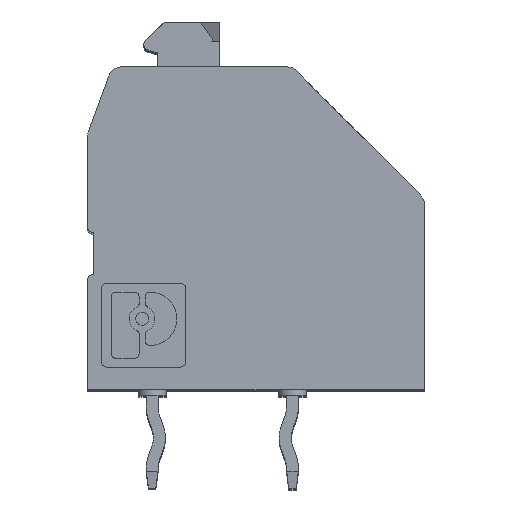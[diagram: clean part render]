
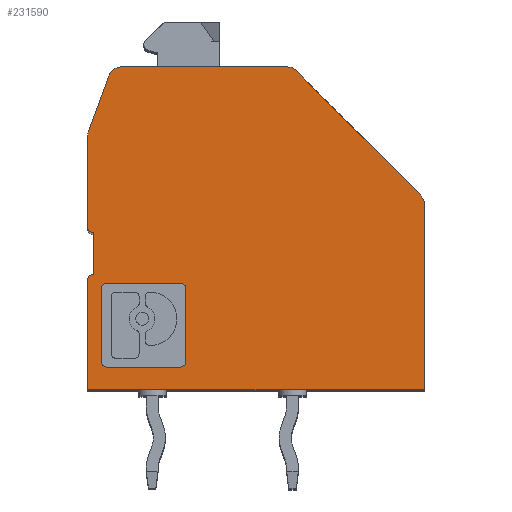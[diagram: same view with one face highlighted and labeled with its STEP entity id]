
A CAD part, top view. The second image highlights one B-rep face of the part: STEP entity #231590.
In plain terms, the highlighted planar face has unit normal (0, 0, 1).
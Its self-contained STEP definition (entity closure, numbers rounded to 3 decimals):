
#29260=CARTESIAN_POINT('',(11.5,6.593,34.43));
#29270=DIRECTION('',(0.,0.,1.));
#29280=DIRECTION('',(1.,0.,0.));
#29290=AXIS2_PLACEMENT_3D('',#29260,#29270,#29280);
#29300=CIRCLE('',#29290,0.5);
#29310=CARTESIAN_POINT('',(12.,6.593,34.43));
#29320=VERTEX_POINT('',#29310);
#29330=CARTESIAN_POINT('',(11.854,6.946,34.43));
#29340=VERTEX_POINT('',#29330);
#29350=EDGE_CURVE('',#29320,#29340,#29300,.T.);
#112420=CARTESIAN_POINT('',(0.2,5.8,34.43));
#112430=DIRECTION('',(0.,0.,-1.));
#112440=DIRECTION('',(-1.,0.,0.));
#112450=AXIS2_PLACEMENT_3D('',#112420,#112430,#112440);
#112460=CIRCLE('',#112450,0.2);
#112470=CARTESIAN_POINT('',(0.2,5.6,34.43));
#112480=VERTEX_POINT('',#112470);
#112490=CARTESIAN_POINT('',(0.,5.8,34.43));
#112500=VERTEX_POINT('',#112490);
#112510=EDGE_CURVE('',#112480,#112500,#112460,.T.);
#135200=CARTESIAN_POINT('',(0.,0.,34.43));
#135210=DIRECTION('',(0.,1.,0.));
#135220=VECTOR('',#135210,1.);
#135230=LINE('',#135200,#135220);
#135240=CARTESIAN_POINT('',(0.,0.,34.43));
#135250=VERTEX_POINT('',#135240);
#135260=CARTESIAN_POINT('',(0.,3.9,34.43));
#135270=VERTEX_POINT('',#135260);
#135280=EDGE_CURVE('',#135250,#135270,#135230,.T.);
#165860=CARTESIAN_POINT('',(12.,0.,34.43));
#165870=VERTEX_POINT('',#165860);
#165900=CARTESIAN_POINT('',(12.,0.,34.43));
#165910=DIRECTION('',(0.,-1.,0.));
#165920=VECTOR('',#165910,1.);
#165930=LINE('',#165900,#165920);
#165940=EDGE_CURVE('',#29320,#165870,#165930,.T.);
#199880=CARTESIAN_POINT('',(0.,0.,34.43));
#199890=DIRECTION('',(-1.,0.,0.));
#199900=VECTOR('',#199890,1.);
#199910=LINE('',#199880,#199900);
#199920=EDGE_CURVE('',#165870,#135250,#199910,.T.);
#225160=CARTESIAN_POINT('',(0.2,3.9,34.43));
#225170=DIRECTION('',(0.,0.,1.));
#225180=DIRECTION('',(1.,0.,0.));
#225190=AXIS2_PLACEMENT_3D('',#225160,#225170,#225180);
#225200=CIRCLE('',#225190,0.2);
#225210=CARTESIAN_POINT('',(0.2,4.1,34.43));
#225220=VERTEX_POINT('',#225210);
#225230=EDGE_CURVE('',#225220,#135270,#225200,.T.);
#229960=CARTESIAN_POINT('',(0.,18.8,34.43));
#229970=DIRECTION('',(0.707,-0.707,0.));
#229980=VECTOR('',#229970,1.);
#229990=LINE('',#229960,#229980);
#230000=CARTESIAN_POINT('',(7.446,11.354,34.43));
#230010=VERTEX_POINT('',#230000);
#230020=EDGE_CURVE('',#230010,#29340,#229990,.T.);
#230200=CARTESIAN_POINT('',(11.439,0.,34.43));
#230210=DIRECTION('',(0.,0.,1.));
#230220=DIRECTION('',(1.,0.,0.));
#230230=AXIS2_PLACEMENT_3D('',#230200,#230210,#230220);
#230240=PLANE('',#230230);
#230250=ORIENTED_EDGE('',*,*,#135280,.F.);
#230260=ORIENTED_EDGE('',*,*,#225230,.T.);
#230270=CARTESIAN_POINT('',(0.2,0.,34.43));
#230280=DIRECTION('',(0.,1.,0.));
#230290=VECTOR('',#230280,1.);
#230300=LINE('',#230270,#230290);
#230310=EDGE_CURVE('',#225220,#112480,#230300,.T.);
#230320=ORIENTED_EDGE('',*,*,#230310,.F.);
#230330=ORIENTED_EDGE('',*,*,#112510,.F.);
#230340=CARTESIAN_POINT('',(0.,0.,34.43));
#230350=DIRECTION('',(0.,1.,0.));
#230360=VECTOR('',#230350,1.);
#230370=LINE('',#230340,#230360);
#230380=CARTESIAN_POINT('',(0.,9.012,34.43));
#230390=VERTEX_POINT('',#230380);
#230400=EDGE_CURVE('',#112500,#230390,#230370,.T.);
#230410=ORIENTED_EDGE('',*,*,#230400,.F.);
#230420=CARTESIAN_POINT('',(0.5,9.012,34.43));
#230430=DIRECTION('',(0.,0.,1.));
#230440=DIRECTION('',(1.,0.,0.));
#230450=AXIS2_PLACEMENT_3D('',#230420,#230430,#230440);
#230460=CIRCLE('',#230450,0.5);
#230470=CARTESIAN_POINT('',(0.03,9.183,34.43));
#230480=VERTEX_POINT('',#230470);
#230490=EDGE_CURVE('',#230480,#230390,#230460,.T.);
#230500=ORIENTED_EDGE('',*,*,#230490,.T.);
#230510=CARTESIAN_POINT('',(-3.312,0.,34.43));
#230520=DIRECTION('',(0.342,0.94,0.));
#230530=VECTOR('',#230520,1.);
#230540=LINE('',#230510,#230530);
#230550=CARTESIAN_POINT('',(0.754,11.171,34.43));
#230560=VERTEX_POINT('',#230550);
#230570=EDGE_CURVE('',#230480,#230560,#230540,.T.);
#230580=ORIENTED_EDGE('',*,*,#230570,.F.);
#230590=CARTESIAN_POINT('',(1.224,11.,34.43));
#230600=DIRECTION('',(0.,0.,1.));
#230610=DIRECTION('',(1.,0.,0.));
#230620=AXIS2_PLACEMENT_3D('',#230590,#230600,#230610);
#230630=CIRCLE('',#230620,0.5);
#230640=CARTESIAN_POINT('',(1.224,11.5,34.43));
#230650=VERTEX_POINT('',#230640);
#230660=EDGE_CURVE('',#230650,#230560,#230630,.T.);
#230670=ORIENTED_EDGE('',*,*,#230660,.T.);
#230680=CARTESIAN_POINT('',(0.,11.5,34.43));
#230690=DIRECTION('',(1.,0.,0.));
#230700=VECTOR('',#230690,1.);
#230710=LINE('',#230680,#230700);
#230720=CARTESIAN_POINT('',(7.093,11.5,34.43));
#230730=VERTEX_POINT('',#230720);
#230740=EDGE_CURVE('',#230650,#230730,#230710,.T.);
#230750=ORIENTED_EDGE('',*,*,#230740,.F.);
#230760=CARTESIAN_POINT('',(7.093,11.,34.43));
#230770=DIRECTION('',(0.,0.,-1.));
#230780=DIRECTION('',(-1.,0.,0.));
#230790=AXIS2_PLACEMENT_3D('',#230760,#230770,#230780);
#230800=CIRCLE('',#230790,0.5);
#230810=EDGE_CURVE('',#230730,#230010,#230800,.T.);
#230820=ORIENTED_EDGE('',*,*,#230810,.F.);
#230830=ORIENTED_EDGE('',*,*,#230020,.F.);
#230840=ORIENTED_EDGE('',*,*,#29350,.T.);
#230850=ORIENTED_EDGE('',*,*,#165940,.F.);
#230860=ORIENTED_EDGE('',*,*,#199920,.F.);
#230870=EDGE_LOOP('',(#230860,#230850,#230840,#230830,#230820,#230750,
#230670,#230580,#230500,#230410,#230330,#230320,#230260,#230250));
#230880=FACE_OUTER_BOUND('',#230870,.T.);
#230890=CARTESIAN_POINT('',(3.289,3.589,34.43));
#230900=DIRECTION('',(0.,0.,1.));
#230910=DIRECTION('',(1.,0.,0.));
#230920=AXIS2_PLACEMENT_3D('',#230890,#230900,#230910);
#230930=CIRCLE('',#230920,0.211);
#230940=CARTESIAN_POINT('',(3.5,3.589,34.43));
#230950=VERTEX_POINT('',#230940);
#230960=CARTESIAN_POINT('',(3.289,3.8,34.43));
#230970=VERTEX_POINT('',#230960);
#230980=EDGE_CURVE('',#230950,#230970,#230930,.T.);
#230990=ORIENTED_EDGE('',*,*,#230980,.F.);
#231000=CARTESIAN_POINT('',(0.,3.8,34.43));
#231010=DIRECTION('',(-1.,0.,0.));
#231020=VECTOR('',#231010,1.);
#231030=LINE('',#231000,#231020);
#231040=CARTESIAN_POINT('',(0.711,3.8,34.43));
#231050=VERTEX_POINT('',#231040);
#231060=EDGE_CURVE('',#230970,#231050,#231030,.T.);
#231070=ORIENTED_EDGE('',*,*,#231060,.F.);
#231080=CARTESIAN_POINT('',(0.711,3.589,34.43));
#231090=DIRECTION('',(0.,0.,1.));
#231100=DIRECTION('',(1.,0.,0.));
#231110=AXIS2_PLACEMENT_3D('',#231080,#231090,#231100);
#231120=CIRCLE('',#231110,0.211);
#231130=CARTESIAN_POINT('',(0.5,3.589,34.43));
#231140=VERTEX_POINT('',#231130);
#231150=EDGE_CURVE('',#231050,#231140,#231120,.T.);
#231160=ORIENTED_EDGE('',*,*,#231150,.F.);
#231170=CARTESIAN_POINT('',(0.5,0.,34.43));
#231180=DIRECTION('',(0.,-1.,0.));
#231190=VECTOR('',#231180,1.);
#231200=LINE('',#231170,#231190);
#231210=CARTESIAN_POINT('',(0.5,1.011,34.43));
#231220=VERTEX_POINT('',#231210);
#231230=EDGE_CURVE('',#231140,#231220,#231200,.T.);
#231240=ORIENTED_EDGE('',*,*,#231230,.F.);
#231250=CARTESIAN_POINT('',(0.711,1.011,34.43));
#231260=DIRECTION('',(0.,0.,1.));
#231270=DIRECTION('',(1.,0.,0.));
#231280=AXIS2_PLACEMENT_3D('',#231250,#231260,#231270);
#231290=CIRCLE('',#231280,0.211);
#231300=CARTESIAN_POINT('',(0.711,0.8,34.43));
#231310=VERTEX_POINT('',#231300);
#231320=EDGE_CURVE('',#231220,#231310,#231290,.T.);
#231330=ORIENTED_EDGE('',*,*,#231320,.F.);
#231340=CARTESIAN_POINT('',(0.,0.8,34.43));
#231350=DIRECTION('',(1.,0.,0.));
#231360=VECTOR('',#231350,1.);
#231370=LINE('',#231340,#231360);
#231380=CARTESIAN_POINT('',(3.289,0.8,34.43));
#231390=VERTEX_POINT('',#231380);
#231400=EDGE_CURVE('',#231310,#231390,#231370,.T.);
#231410=ORIENTED_EDGE('',*,*,#231400,.F.);
#231420=CARTESIAN_POINT('',(3.289,1.011,34.43));
#231430=DIRECTION('',(0.,0.,1.));
#231440=DIRECTION('',(1.,0.,0.));
#231450=AXIS2_PLACEMENT_3D('',#231420,#231430,#231440);
#231460=CIRCLE('',#231450,0.211);
#231470=CARTESIAN_POINT('',(3.5,1.011,34.43));
#231480=VERTEX_POINT('',#231470);
#231490=EDGE_CURVE('',#231390,#231480,#231460,.T.);
#231500=ORIENTED_EDGE('',*,*,#231490,.F.);
#231510=CARTESIAN_POINT('',(3.5,0.,34.43));
#231520=DIRECTION('',(0.,1.,0.));
#231530=VECTOR('',#231520,1.);
#231540=LINE('',#231510,#231530);
#231550=EDGE_CURVE('',#231480,#230950,#231540,.T.);
#231560=ORIENTED_EDGE('',*,*,#231550,.F.);
#231570=EDGE_LOOP('',(#231560,#231500,#231410,#231330,#231240,#231160,
#231070,#230990));
#231580=FACE_BOUND('',#231570,.T.);
#231590=ADVANCED_FACE('',(#230880,#231580),#230240,.T.);
